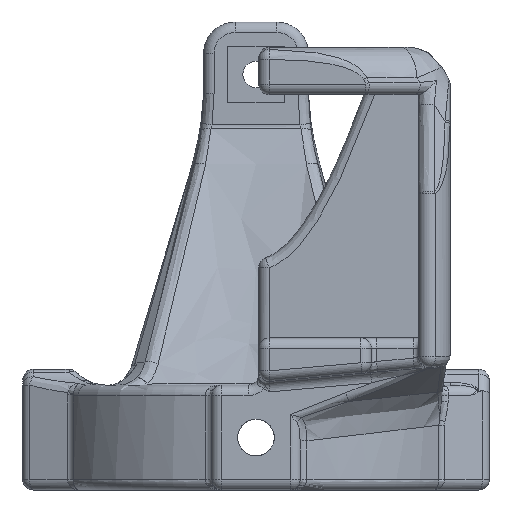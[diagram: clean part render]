
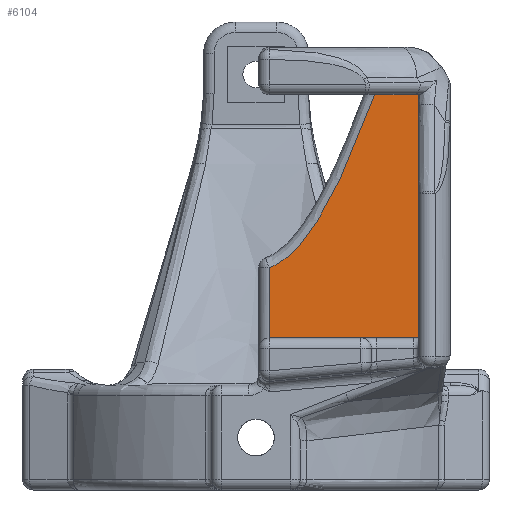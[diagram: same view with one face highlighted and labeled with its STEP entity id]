
A CAD part, front view. The second image highlights one B-rep face of the part: STEP entity #6104.
In plain terms, the highlighted planar face has unit normal (0, -1, 0).
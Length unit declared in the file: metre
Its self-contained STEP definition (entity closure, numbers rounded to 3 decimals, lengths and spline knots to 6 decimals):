
#139=PLANE('',#6654);
#445=LINE('',#11146,#697);
#452=LINE('',#11179,#704);
#453=LINE('',#11180,#705);
#454=LINE('',#11182,#706);
#697=VECTOR('',#7786,1.);
#704=VECTOR('',#7805,1.);
#705=VECTOR('',#7806,1.);
#706=VECTOR('',#7807,1.);
#1044=B_SPLINE_CURVE_WITH_KNOTS('',3,(#11168,#11169,#11170,#11171,#11172,
#11173,#11174,#11175,#11176),.UNSPECIFIED.,.F.,.F.,(4,1,1,1,1,1,4),(0.,
0.004937,0.009874,0.012343,0.014811,
0.01728,0.019749),.UNSPECIFIED.);
#1839=ORIENTED_EDGE('',*,*,#3613,.T.);
#1840=ORIENTED_EDGE('',*,*,#3614,.T.);
#1841=ORIENTED_EDGE('',*,*,#3602,.T.);
#1842=ORIENTED_EDGE('',*,*,#3615,.T.);
#1843=ORIENTED_EDGE('',*,*,#3616,.T.);
#3602=EDGE_CURVE('',#4460,#4459,#445,.T.);
#3613=EDGE_CURVE('',#4469,#4470,#1044,.T.);
#3614=EDGE_CURVE('',#4470,#4460,#452,.F.);
#3615=EDGE_CURVE('',#4459,#4471,#453,.T.);
#3616=EDGE_CURVE('',#4471,#4469,#454,.T.);
#4459=VERTEX_POINT('',#11145);
#4460=VERTEX_POINT('',#11147);
#4469=VERTEX_POINT('',#11177);
#4470=VERTEX_POINT('',#11178);
#4471=VERTEX_POINT('',#11181);
#5074=EDGE_LOOP('',(#1839,#1840,#1841,#1842,#1843));
#5520=FACE_BOUND('',#5074,.T.);
#6104=ADVANCED_FACE('',(#5520),#139,.T.);
#6654=AXIS2_PLACEMENT_3D('',#11167,#7803,#7804);
#7786=DIRECTION('',(1.,0.,0.));
#7803=DIRECTION('',(0.,-1.,0.));
#7804=DIRECTION('',(0.,0.,-1.));
#7805=DIRECTION('',(0.,0.,1.));
#7806=DIRECTION('',(0.,0.,1.));
#7807=DIRECTION('',(-1.,0.,0.));
#11145=CARTESIAN_POINT('',(0.0155,-0.021298,0.0145));
#11146=CARTESIAN_POINT('',(0.007875,-0.021298,0.0145));
#11147=CARTESIAN_POINT('',(0.00125,-0.021298,0.0145));
#11167=CARTESIAN_POINT('',(0.007875,-0.021298,0.014498));
#11168=CARTESIAN_POINT('',(0.011329,-0.021298,0.0377));
#11169=CARTESIAN_POINT('',(0.010769,-0.021298,0.036151));
#11170=CARTESIAN_POINT('',(0.009595,-0.021298,0.033078));
#11171=CARTESIAN_POINT('',(0.007914,-0.021298,0.029311));
#11172=CARTESIAN_POINT('',(0.006351,-0.021298,0.026425));
#11173=CARTESIAN_POINT('',(0.005014,-0.021298,0.024355));
#11174=CARTESIAN_POINT('',(0.003409,-0.021298,0.022453));
#11175=CARTESIAN_POINT('',(0.002039,-0.021298,0.021476));
#11176=CARTESIAN_POINT('',(0.00125,-0.021298,0.021202));
#11177=CARTESIAN_POINT('',(0.011329,-0.021298,0.0377));
#11178=CARTESIAN_POINT('',(0.00125,-0.021298,0.021202));
#11179=CARTESIAN_POINT('',(0.00125,-0.021298,0.014498));
#11180=CARTESIAN_POINT('',(0.0155,-0.021298,0.014498));
#11181=CARTESIAN_POINT('',(0.0155,-0.021298,0.0377));
#11182=CARTESIAN_POINT('',(0.015502,-0.021298,0.0377));
